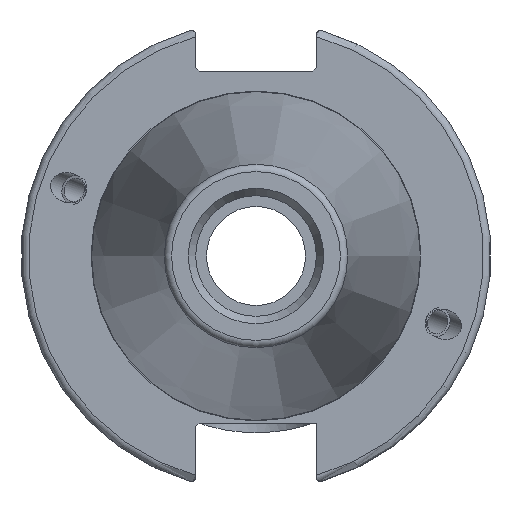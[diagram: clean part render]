
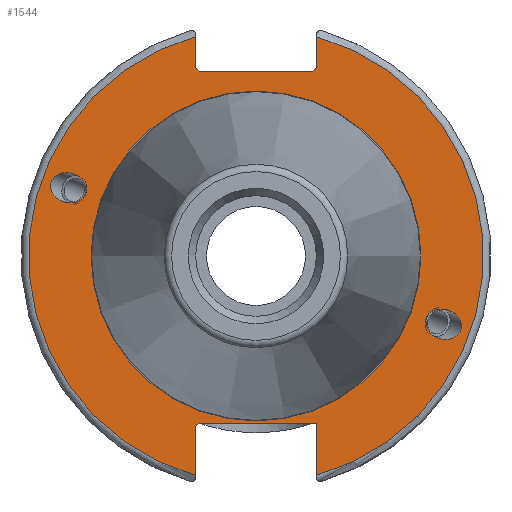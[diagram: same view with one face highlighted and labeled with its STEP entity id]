
A CAD part, left-side view. The second image highlights one B-rep face of the part: STEP entity #1544.
In plain terms, the highlighted planar face has unit normal (-1, 0, 0).
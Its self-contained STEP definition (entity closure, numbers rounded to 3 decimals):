
#40=ELLIPSE('',#1676,2.442,2.);
#49=ELLIPSE('',#1719,2.442,2.);
#113=LINE('',#2419,#197);
#145=LINE('',#2820,#229);
#146=LINE('',#2824,#230);
#147=LINE('',#2826,#231);
#148=LINE('',#2828,#232);
#149=LINE('',#2830,#233);
#150=LINE('',#2832,#234);
#151=LINE('',#2835,#235);
#152=LINE('',#2836,#236);
#197=VECTOR('',#1877,10.);
#229=VECTOR('',#2069,10.);
#230=VECTOR('',#2072,10.);
#231=VECTOR('',#2073,10.);
#232=VECTOR('',#2074,10.);
#233=VECTOR('',#2075,10.);
#234=VECTOR('',#2076,10.);
#235=VECTOR('',#2079,10.);
#236=VECTOR('',#2080,10.);
#309=FACE_BOUND('',#493,.T.);
#310=FACE_BOUND('',#494,.T.);
#311=FACE_BOUND('',#495,.T.);
#329=PLANE('',#1725);
#396=FACE_OUTER_BOUND('',#492,.T.);
#492=EDGE_LOOP('',(#1251,#1252,#1253,#1254,#1255,#1256,#1257,#1258,#1259,
#1260,#1261));
#493=EDGE_LOOP('',(#1262));
#494=EDGE_LOOP('',(#1263));
#495=EDGE_LOOP('',(#1264));
#591=CIRCLE('',#1723,22.3);
#593=CIRCLE('',#1726,30.75);
#594=CIRCLE('',#1727,30.75);
#651=VERTEX_POINT('',#2416);
#652=VERTEX_POINT('',#2418);
#682=VERTEX_POINT('',#2623);
#722=VERTEX_POINT('',#2806);
#725=VERTEX_POINT('',#2813);
#726=VERTEX_POINT('',#2818);
#727=VERTEX_POINT('',#2819);
#728=VERTEX_POINT('',#2821);
#729=VERTEX_POINT('',#2823);
#730=VERTEX_POINT('',#2825);
#731=VERTEX_POINT('',#2827);
#732=VERTEX_POINT('',#2829);
#733=VERTEX_POINT('',#2831);
#734=VERTEX_POINT('',#2833);
#821=EDGE_CURVE('',#651,#652,#113,.T.);
#862=EDGE_CURVE('',#682,#682,#40,.T.);
#918=EDGE_CURVE('',#722,#722,#49,.T.);
#921=EDGE_CURVE('',#725,#725,#591,.T.);
#923=EDGE_CURVE('',#726,#727,#145,.T.);
#924=EDGE_CURVE('',#728,#727,#593,.T.);
#925=EDGE_CURVE('',#728,#729,#146,.T.);
#926=EDGE_CURVE('',#730,#729,#147,.T.);
#927=EDGE_CURVE('',#730,#731,#148,.T.);
#928=EDGE_CURVE('',#732,#731,#149,.T.);
#929=EDGE_CURVE('',#732,#733,#150,.T.);
#930=EDGE_CURVE('',#734,#733,#594,.T.);
#931=EDGE_CURVE('',#734,#652,#151,.T.);
#932=EDGE_CURVE('',#651,#726,#152,.T.);
#1251=ORIENTED_EDGE('',*,*,#923,.T.);
#1252=ORIENTED_EDGE('',*,*,#924,.F.);
#1253=ORIENTED_EDGE('',*,*,#925,.T.);
#1254=ORIENTED_EDGE('',*,*,#926,.F.);
#1255=ORIENTED_EDGE('',*,*,#927,.T.);
#1256=ORIENTED_EDGE('',*,*,#928,.F.);
#1257=ORIENTED_EDGE('',*,*,#929,.T.);
#1258=ORIENTED_EDGE('',*,*,#930,.F.);
#1259=ORIENTED_EDGE('',*,*,#931,.T.);
#1260=ORIENTED_EDGE('',*,*,#821,.F.);
#1261=ORIENTED_EDGE('',*,*,#932,.T.);
#1262=ORIENTED_EDGE('',*,*,#862,.T.);
#1263=ORIENTED_EDGE('',*,*,#918,.T.);
#1264=ORIENTED_EDGE('',*,*,#921,.F.);
#1544=ADVANCED_FACE('',(#396,#309,#310,#311),#329,.T.);
#1676=AXIS2_PLACEMENT_3D('',#2625,#1952,#1953);
#1719=AXIS2_PLACEMENT_3D('',#2808,#2055,#2056);
#1723=AXIS2_PLACEMENT_3D('',#2815,#2063,#2064);
#1725=AXIS2_PLACEMENT_3D('',#2817,#2067,#2068);
#1726=AXIS2_PLACEMENT_3D('',#2822,#2070,#2071);
#1727=AXIS2_PLACEMENT_3D('',#2834,#2077,#2078);
#1877=DIRECTION('',(0.,0.707,-0.707));
#1952=DIRECTION('center_axis',(1.,0.,0.));
#1953=DIRECTION('ref_axis',(0.,-0.94,-0.342));
#2055=DIRECTION('center_axis',(1.,0.,0.));
#2056=DIRECTION('ref_axis',(0.,0.94,0.342));
#2063=DIRECTION('center_axis',(-1.,0.,0.));
#2064=DIRECTION('ref_axis',(0.,-1.,0.));
#2067=DIRECTION('center_axis',(-1.,0.,0.));
#2068=DIRECTION('ref_axis',(0.,0.,1.));
#2069=DIRECTION('',(0.,0.,-1.));
#2070=DIRECTION('center_axis',(1.,0.,0.));
#2071=DIRECTION('ref_axis',(0.,-1.,0.));
#2072=DIRECTION('',(0.,0.,-1.));
#2073=DIRECTION('',(0.,-0.707,0.707));
#2074=DIRECTION('',(0.,1.,0.));
#2075=DIRECTION('',(0.,-0.707,-0.707));
#2076=DIRECTION('',(0.,0.,1.));
#2077=DIRECTION('center_axis',(1.,0.,0.));
#2078=DIRECTION('ref_axis',(0.,1.,0.));
#2079=DIRECTION('',(0.,0.,1.));
#2080=DIRECTION('',(0.,-1.,0.));
#2416=CARTESIAN_POINT('',(3.175,7.69,-22.6));
#2418=CARTESIAN_POINT('',(3.175,8.19,-23.1));
#2419=CARTESIAN_POINT('',(3.175,8.18,-23.09));
#2623=CARTESIAN_POINT('',(3.175,-23.077,-8.399));
#2625=CARTESIAN_POINT('Origin',(3.175,-25.372,-9.235));
#2806=CARTESIAN_POINT('',(3.175,23.077,8.399));
#2808=CARTESIAN_POINT('Origin',(3.175,25.372,9.235));
#2813=CARTESIAN_POINT('',(3.175,0.,22.3));
#2815=CARTESIAN_POINT('Origin',(3.175,0.,0.));
#2817=CARTESIAN_POINT('Origin',(3.175,31.75,0.));
#2818=CARTESIAN_POINT('',(3.175,-8.19,-22.6));
#2819=CARTESIAN_POINT('',(3.175,-8.19,-29.639));
#2820=CARTESIAN_POINT('',(3.175,-8.19,-11.3));
#2821=CARTESIAN_POINT('',(3.175,-8.19,29.639));
#2822=CARTESIAN_POINT('Origin',(3.175,0.,0.));
#2823=CARTESIAN_POINT('',(3.175,-8.19,25.5));
#2824=CARTESIAN_POINT('',(3.175,-8.19,12.5));
#2825=CARTESIAN_POINT('',(3.175,-7.69,25.));
#2826=CARTESIAN_POINT('',(3.175,8.295,9.015));
#2827=CARTESIAN_POINT('',(3.175,7.69,25.));
#2828=CARTESIAN_POINT('',(3.175,15.875,25.));
#2829=CARTESIAN_POINT('',(3.175,8.19,25.5));
#2830=CARTESIAN_POINT('',(3.175,7.58,24.89));
#2831=CARTESIAN_POINT('',(3.175,8.19,29.639));
#2832=CARTESIAN_POINT('',(3.175,8.19,12.5));
#2833=CARTESIAN_POINT('',(3.175,8.19,-29.639));
#2834=CARTESIAN_POINT('Origin',(3.175,0.,0.));
#2835=CARTESIAN_POINT('',(3.175,8.19,-11.3));
#2836=CARTESIAN_POINT('',(3.175,15.875,-22.6));
